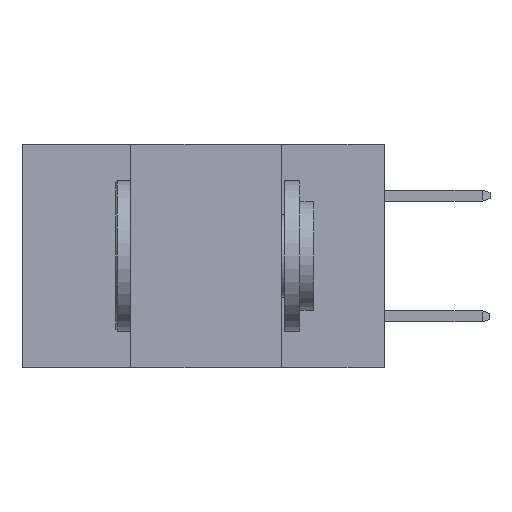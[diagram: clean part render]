
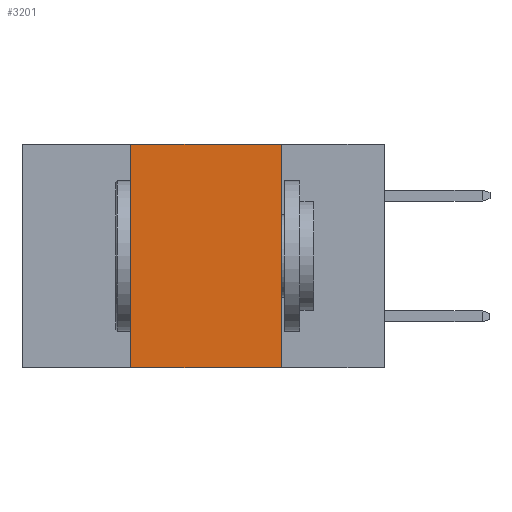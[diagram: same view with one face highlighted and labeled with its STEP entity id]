
A CAD part, left-side view. The second image highlights one B-rep face of the part: STEP entity #3201.
In plain terms, the highlighted planar face has unit normal (-1, 0, 0).
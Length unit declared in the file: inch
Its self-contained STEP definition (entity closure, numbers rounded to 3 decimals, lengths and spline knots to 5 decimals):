
#42 = VERTEX_POINT ( 'NONE', #6348 ) ;
#621 = VERTEX_POINT ( 'NONE', #3115 ) ;
#645 = DIRECTION ( 'NONE',  ( 0., 0., 1. ) ) ;
#899 = VECTOR ( 'NONE', #645, 39.37008 ) ;
#1050 = FACE_OUTER_BOUND ( 'NONE', #7124, .T. ) ;
#1078 = LINE ( 'NONE', #2986, #4907 ) ;
#1371 = EDGE_CURVE ( 'NONE', #8919, #42, #5332, .T. ) ;
#1890 = LINE ( 'NONE', #7785, #8560 ) ;
#1936 = EDGE_CURVE ( 'NONE', #621, #6716, #2798, .T. ) ;
#2542 = ORIENTED_EDGE ( 'NONE', *, *, #1936, .F. ) ;
#2643 = DIRECTION ( 'NONE',  ( 1., 0., 0. ) ) ;
#2656 = CARTESIAN_POINT ( 'NONE',  ( 0., 0.6, 0. ) ) ;
#2798 = LINE ( 'NONE', #9430, #5271 ) ;
#2799 = ORIENTED_EDGE ( 'NONE', *, *, #1371, .F. ) ;
#2986 = CARTESIAN_POINT ( 'NONE',  ( 0., 0.6, -0.37 ) ) ;
#3115 = CARTESIAN_POINT ( 'NONE',  ( 0., 0.17, 0. ) ) ;
#3201 = ADVANCED_FACE ( 'NONE', ( #1050 ), #9886, .F. ) ;
#3793 = CARTESIAN_POINT ( 'NONE',  ( 0., 0.42, 0. ) ) ;
#3828 = DIRECTION ( 'NONE',  ( 0., 0., -1. ) ) ;
#4907 = VECTOR ( 'NONE', #9702, 39.37008 ) ;
#5073 = CARTESIAN_POINT ( 'NONE',  ( 0., 0.17, -0.37 ) ) ;
#5271 = VECTOR ( 'NONE', #3828, 39.37008 ) ;
#5332 = LINE ( 'NONE', #3793, #899 ) ;
#6348 = CARTESIAN_POINT ( 'NONE',  ( 0., 0.42, 0. ) ) ;
#6716 = VERTEX_POINT ( 'NONE', #5073 ) ;
#6906 = EDGE_CURVE ( 'NONE', #42, #621, #1890, .T. ) ;
#6957 = ORIENTED_EDGE ( 'NONE', *, *, #6906, .F. ) ;
#7076 = CARTESIAN_POINT ( 'NONE',  ( 0., 0.42, -0.37 ) ) ;
#7124 = EDGE_LOOP ( 'NONE', ( #2542, #6957, #2799, #9482 ) ) ;
#7785 = CARTESIAN_POINT ( 'NONE',  ( 0., 0.6, 0. ) ) ;
#7872 = AXIS2_PLACEMENT_3D ( 'NONE', #2656, #2643, #8675 ) ;
#8308 = EDGE_CURVE ( 'NONE', #8919, #6716, #1078, .T. ) ;
#8560 = VECTOR ( 'NONE', #8598, 39.37008 ) ;
#8598 = DIRECTION ( 'NONE',  ( 0., -1., 0. ) ) ;
#8675 = DIRECTION ( 'NONE',  ( 0., 0., -1. ) ) ;
#8919 = VERTEX_POINT ( 'NONE', #7076 ) ;
#9430 = CARTESIAN_POINT ( 'NONE',  ( 0., 0.17, 0. ) ) ;
#9482 = ORIENTED_EDGE ( 'NONE', *, *, #8308, .T. ) ;
#9702 = DIRECTION ( 'NONE',  ( 0., -1., 0. ) ) ;
#9886 = PLANE ( 'NONE',  #7872 ) ;
